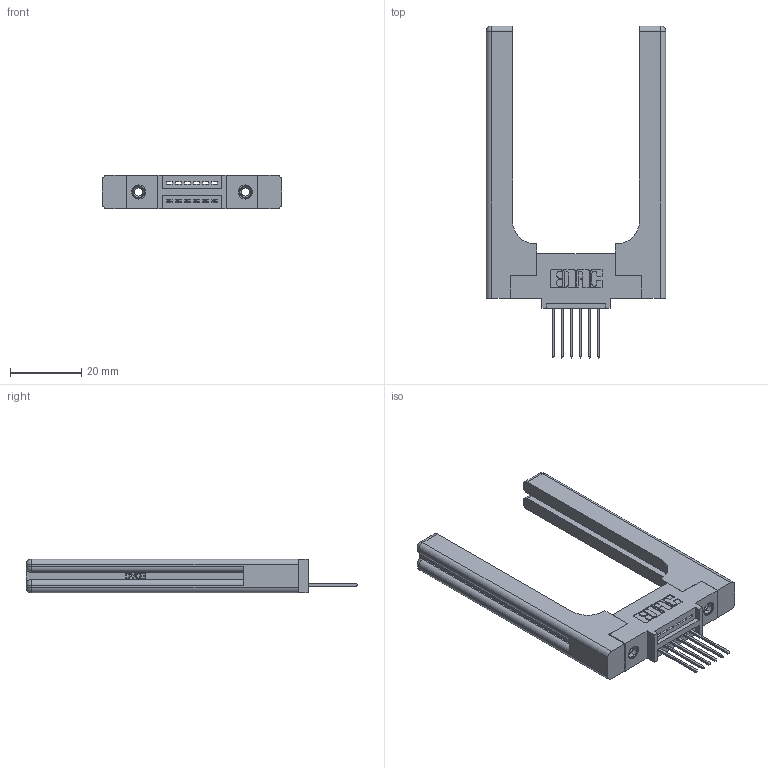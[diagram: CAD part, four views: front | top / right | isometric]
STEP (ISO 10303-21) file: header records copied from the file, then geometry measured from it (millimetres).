
FILE_DESCRIPTION (( 'STEP AP203' ), '1' );
FILE_NAME ('345-006-540-458.STEP', '2019-10-03T15:48:15', ( '' ), ( '' ), 'SwSTEP 2.0', 'SolidWorks 2016', '' );
FILE_SCHEMA (( 'CONFIG_CONTROL_DESIGN' ));
Length unit declared in the file: inch
Products named in the file (5): 345-006-540-458; 345-250-001_345-250-001-102; 345 Part_0.110 Offset - 0.156 Dia-TH; 345-292-001_345-293-140; 345-220-058_345-220-058
Assembly tree (11 placements, depth 2):
  345-006-540-458
    345 Part_0.110 Offset - 0.156 Dia-TH
    345-292-001_345-293-140  x6
    345-250-001_345-250-001-102  x2
    345-220-058_345-220-058  x2
Bounding box: 50.27 x 92.89 x 9.4 mm (x, y, z)
Volume: 12919.2 mm3; surface area: 10822.8 mm2
Topology: 11 solids, 11 shells, 734 faces, 2075 edges, 1354 vertices
Faces by surface type: plane 472, cylinder 202, bspline 36, cone 12, sphere 8, torus 4
Entity records: 14694 total; most frequent: CARTESIAN_POINT 3519, ORIENTED_EDGE 2256, DIRECTION 2072, EDGE_CURVE 1128, LINE 880, VECTOR 880, VERTEX_POINT 742, AXIS2_PLACEMENT_3D 596
